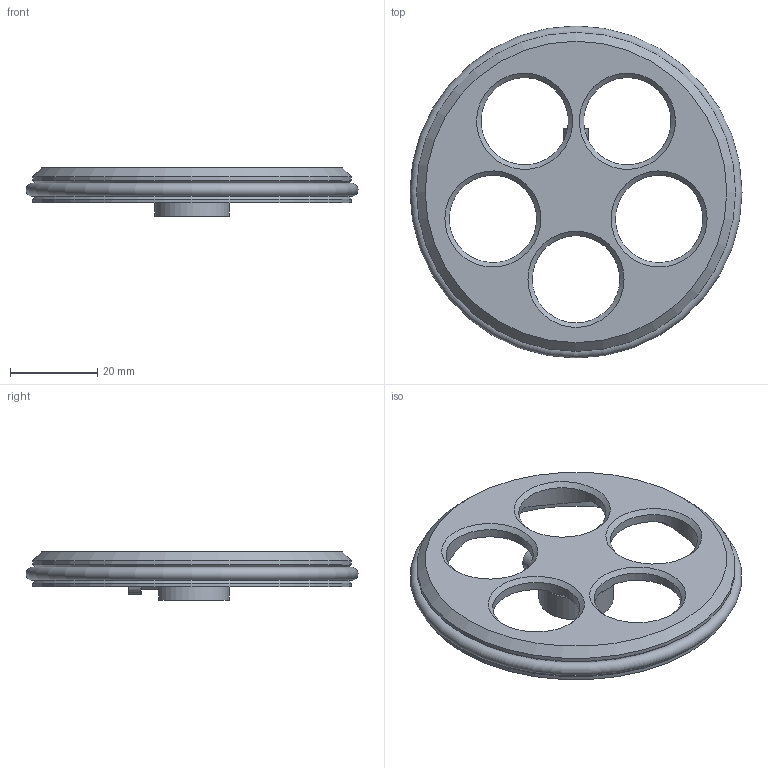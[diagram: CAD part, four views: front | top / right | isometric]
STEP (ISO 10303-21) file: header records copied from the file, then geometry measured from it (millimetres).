
FILE_DESCRIPTION(('FreeCAD Model'),'2;1');
FILE_NAME('WheelNG.step','2015-05-10T12:01:11',('FreeCAD'),('FreeCAD'), 'Open CASCADE STEP processor 6.5','FreeCAD','Unknown');
FILE_SCHEMA(('AUTOMOTIVE_DESIGN_CC2 { 1 2 10303 214 -1 1 5 4 }'));
Length unit declared in the file: millimetre
Products named in the file (4): WheelBoltM3x10; WheelNutM3; WheelCutoutChamfer001-Final; OringTorus
Bounding box: 76 x 76 x 11 mm (x, y, z)
Volume: 16235.7 mm3; surface area: 11480.4 mm2
Topology: 4 solids, 4 shells, 88 faces, 228 edges, 145 vertices
Faces by surface type: plane 35, cone 30, cylinder 22, torus 1
Full cylindrical faces by diameter (mm): 3 x2, 3.25 x2, 5.25 x1, 5.5 x1, 20 x5, 73 x2
Entity records: 7684 total; most frequent: CARTESIAN_POINT 3266, DIRECTION 793, ORIENTED_EDGE 450, PCURVE 450, DEFINITIONAL_REPRESENTATION 450, LINE 270, VECTOR 270, AXIS2_PLACEMENT_3D 226
